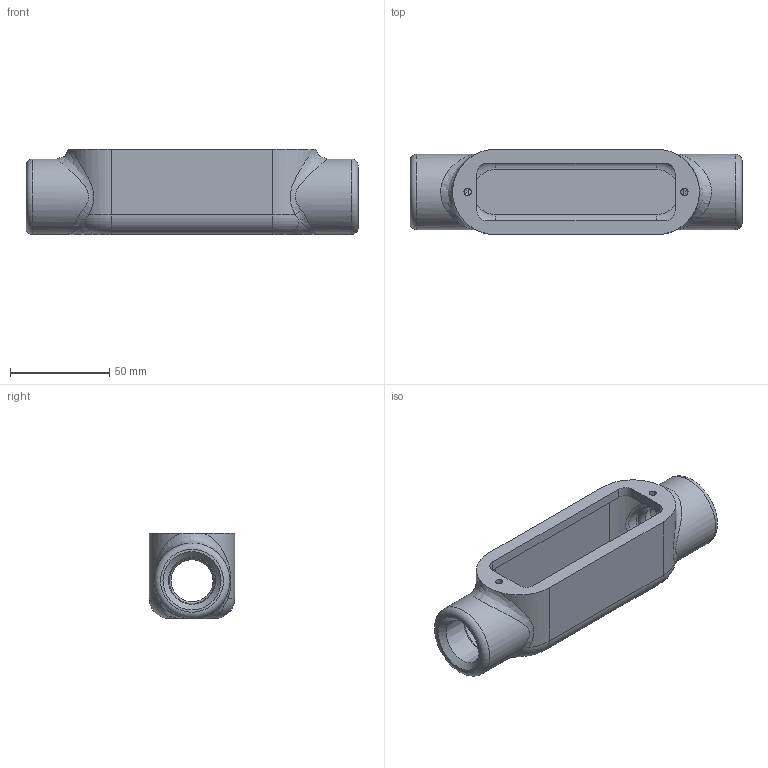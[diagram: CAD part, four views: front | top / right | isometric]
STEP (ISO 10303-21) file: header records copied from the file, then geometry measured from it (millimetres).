
FILE_DESCRIPTION(/* description */ ('FORM 8 C28 AS MACHINED'),/* implementation_level */ '2;1');
FILE_NAME(/* name */ 'KIL_C28.stp',/* time_stamp */ '2019-10-30T14:59:50+05:00',/* author */ ('mashraf'),/* organization */ (''),/* preprocessor_version */ 'ST-DEVELOPER v16.13',/* originating_system */ 'Autodesk Inventor 2018',/* authorisation */ '');
FILE_SCHEMA (('AUTOMOTIVE_DESIGN { 1 0 10303 214 3 1 1 }'));
Length unit declared in the file: inch
Products named in the file (1): 21707
Bounding box: 167.64 x 43.08 x 42.93 mm (x, y, z)
Volume: 105663.3 mm3; surface area: 41540.7 mm2
Topology: 1 solids, 1 shells, 493 faces, 1305 edges, 852 vertices
Faces by surface type: plane 270, bspline 167, cylinder 36, torus 12, cone 8
Full cylindrical faces by diameter (mm): 3.683 x2, 4.761 x1, 5.842 x1, 26.797 x2, 38.1 x2
Entity records: 17676 total; most frequent: CARTESIAN_POINT 6130, ORIENTED_EDGE 2538, DIRECTION 1701, EDGE_CURVE 1269, VERTEX_POINT 844, LINE 823, VECTOR 823, EDGE_LOOP 567
